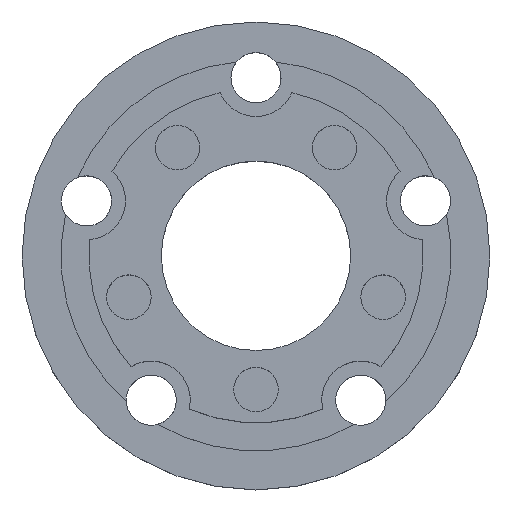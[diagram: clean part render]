
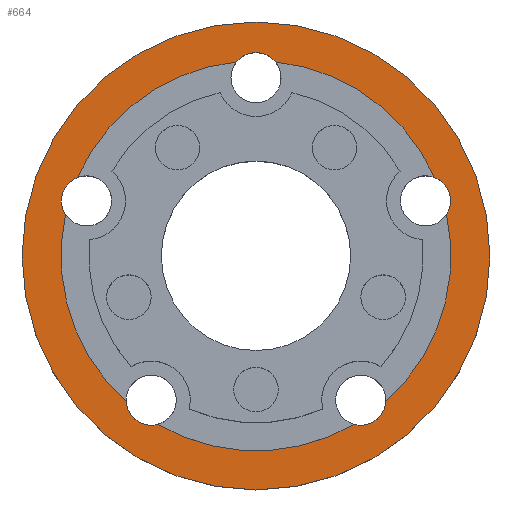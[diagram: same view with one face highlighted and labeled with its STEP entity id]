
A CAD part, top view. The second image highlights one B-rep face of the part: STEP entity #664.
In plain terms, the highlighted planar face has unit normal (0, 0, 1).
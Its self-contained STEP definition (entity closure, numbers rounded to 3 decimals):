
#15=FACE_BOUND('',#173,.T.);
#134=FACE_OUTER_BOUND('',#172,.T.);
#172=EDGE_LOOP('',(#471));
#173=EDGE_LOOP('',(#472,#473,#474,#475,#476,#477,#478,#479,#480,#481,#482));
#221=CIRCLE('',#718,17.5);
#223=CIRCLE('',#721,17.5);
#225=CIRCLE('',#724,17.5);
#227=CIRCLE('',#727,17.5);
#229=CIRCLE('',#730,17.5);
#230=CIRCLE('',#732,21.);
#231=CIRCLE('',#733,2.25);
#232=CIRCLE('',#734,2.25);
#233=CIRCLE('',#735,2.25);
#234=CIRCLE('',#736,2.25);
#235=CIRCLE('',#737,2.25);
#236=CIRCLE('',#738,2.25);
#288=VERTEX_POINT('',#1073);
#289=VERTEX_POINT('',#1075);
#292=VERTEX_POINT('',#1082);
#293=VERTEX_POINT('',#1084);
#296=VERTEX_POINT('',#1091);
#297=VERTEX_POINT('',#1093);
#300=VERTEX_POINT('',#1100);
#301=VERTEX_POINT('',#1102);
#304=VERTEX_POINT('',#1109);
#305=VERTEX_POINT('',#1111);
#306=VERTEX_POINT('',#1115);
#307=VERTEX_POINT('',#1119);
#354=EDGE_CURVE('',#288,#289,#221,.T.);
#358=EDGE_CURVE('',#292,#293,#223,.T.);
#362=EDGE_CURVE('',#296,#297,#225,.T.);
#366=EDGE_CURVE('',#300,#301,#227,.T.);
#370=EDGE_CURVE('',#304,#305,#229,.T.);
#372=EDGE_CURVE('',#306,#306,#230,.T.);
#373=EDGE_CURVE('',#289,#304,#231,.T.);
#374=EDGE_CURVE('',#293,#288,#232,.T.);
#375=EDGE_CURVE('',#307,#292,#233,.T.);
#376=EDGE_CURVE('',#297,#307,#234,.T.);
#377=EDGE_CURVE('',#301,#296,#235,.T.);
#378=EDGE_CURVE('',#305,#300,#236,.T.);
#471=ORIENTED_EDGE('',*,*,#372,.F.);
#472=ORIENTED_EDGE('',*,*,#370,.F.);
#473=ORIENTED_EDGE('',*,*,#373,.F.);
#474=ORIENTED_EDGE('',*,*,#354,.F.);
#475=ORIENTED_EDGE('',*,*,#374,.F.);
#476=ORIENTED_EDGE('',*,*,#358,.F.);
#477=ORIENTED_EDGE('',*,*,#375,.F.);
#478=ORIENTED_EDGE('',*,*,#376,.F.);
#479=ORIENTED_EDGE('',*,*,#362,.F.);
#480=ORIENTED_EDGE('',*,*,#377,.F.);
#481=ORIENTED_EDGE('',*,*,#366,.F.);
#482=ORIENTED_EDGE('',*,*,#378,.F.);
#649=PLANE('',#731);
#664=ADVANCED_FACE('',(#134,#15),#649,.T.);
#718=AXIS2_PLACEMENT_3D('',#1076,#837,#838);
#721=AXIS2_PLACEMENT_3D('',#1085,#845,#846);
#724=AXIS2_PLACEMENT_3D('',#1094,#853,#854);
#727=AXIS2_PLACEMENT_3D('',#1103,#861,#862);
#730=AXIS2_PLACEMENT_3D('',#1112,#869,#870);
#731=AXIS2_PLACEMENT_3D('',#1114,#872,#873);
#732=AXIS2_PLACEMENT_3D('',#1116,#874,#875);
#733=AXIS2_PLACEMENT_3D('',#1117,#876,#877);
#734=AXIS2_PLACEMENT_3D('',#1118,#878,#879);
#735=AXIS2_PLACEMENT_3D('',#1120,#880,#881);
#736=AXIS2_PLACEMENT_3D('',#1121,#882,#883);
#737=AXIS2_PLACEMENT_3D('',#1122,#884,#885);
#738=AXIS2_PLACEMENT_3D('',#1123,#886,#887);
#837=DIRECTION('center_axis',(0.,0.,1.));
#838=DIRECTION('ref_axis',(-1.,0.,0.));
#845=DIRECTION('center_axis',(0.,0.,1.));
#846=DIRECTION('ref_axis',(-1.,0.,0.));
#853=DIRECTION('center_axis',(0.,0.,1.));
#854=DIRECTION('ref_axis',(-1.,0.,0.));
#861=DIRECTION('center_axis',(0.,0.,1.));
#862=DIRECTION('ref_axis',(-1.,0.,0.));
#869=DIRECTION('center_axis',(0.,0.,1.));
#870=DIRECTION('ref_axis',(-1.,0.,0.));
#872=DIRECTION('center_axis',(0.,0.,1.));
#873=DIRECTION('ref_axis',(-1.,0.,0.));
#874=DIRECTION('center_axis',(0.,0.,-1.));
#875=DIRECTION('ref_axis',(1.,0.,0.));
#876=DIRECTION('center_axis',(0.,0.,1.));
#877=DIRECTION('ref_axis',(1.,0.,0.));
#878=DIRECTION('center_axis',(0.,0.,1.));
#879=DIRECTION('ref_axis',(1.,0.,0.));
#880=DIRECTION('center_axis',(0.,0.,1.));
#881=DIRECTION('ref_axis',(1.,0.,0.));
#882=DIRECTION('center_axis',(0.,0.,1.));
#883=DIRECTION('ref_axis',(1.,0.,0.));
#884=DIRECTION('center_axis',(0.,0.,1.));
#885=DIRECTION('ref_axis',(1.,0.,0.));
#886=DIRECTION('center_axis',(0.,0.,1.));
#887=DIRECTION('ref_axis',(1.,0.,0.));
#1073=CARTESIAN_POINT('',(-8.817,-15.116,5.5));
#1075=CARTESIAN_POINT('',(8.817,-15.116,5.5));
#1076=CARTESIAN_POINT('Origin',(0.,0.,5.5));
#1082=CARTESIAN_POINT('',(-17.101,3.715,5.5));
#1084=CARTESIAN_POINT('',(-11.652,-13.057,5.5));
#1085=CARTESIAN_POINT('Origin',(0.,0.,5.5));
#1091=CARTESIAN_POINT('',(-1.752,17.412,5.5));
#1093=CARTESIAN_POINT('',(-16.019,7.047,5.5));
#1094=CARTESIAN_POINT('Origin',(0.,0.,5.5));
#1100=CARTESIAN_POINT('',(16.019,7.047,5.5));
#1102=CARTESIAN_POINT('',(1.752,17.412,5.5));
#1103=CARTESIAN_POINT('Origin',(0.,0.,5.5));
#1109=CARTESIAN_POINT('',(11.652,-13.057,5.5));
#1111=CARTESIAN_POINT('',(17.101,3.715,5.5));
#1112=CARTESIAN_POINT('Origin',(0.,0.,5.5));
#1114=CARTESIAN_POINT('Origin',(0.,0.,5.5));
#1115=CARTESIAN_POINT('',(-21.,0.,5.5));
#1116=CARTESIAN_POINT('Origin',(0.,0.,5.5));
#1117=CARTESIAN_POINT('Origin',(9.405,-12.944,5.5));
#1118=CARTESIAN_POINT('Origin',(-9.405,-12.944,5.5));
#1119=CARTESIAN_POINT('',(-17.467,4.944,5.5));
#1120=CARTESIAN_POINT('Origin',(-15.217,4.944,5.5));
#1121=CARTESIAN_POINT('Origin',(-15.217,4.944,5.5));
#1122=CARTESIAN_POINT('Origin',(0.,16.,5.5));
#1123=CARTESIAN_POINT('Origin',(15.217,4.944,5.5));
